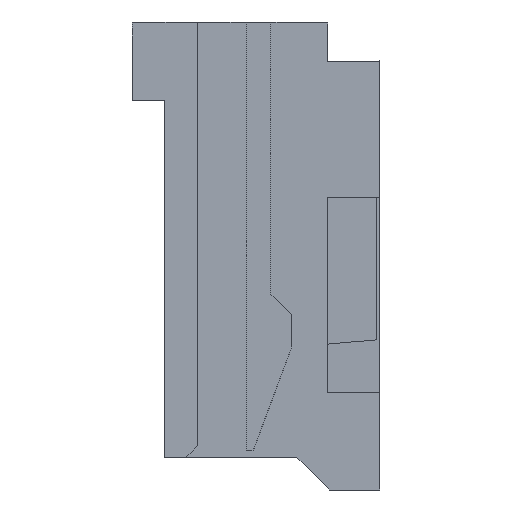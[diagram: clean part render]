
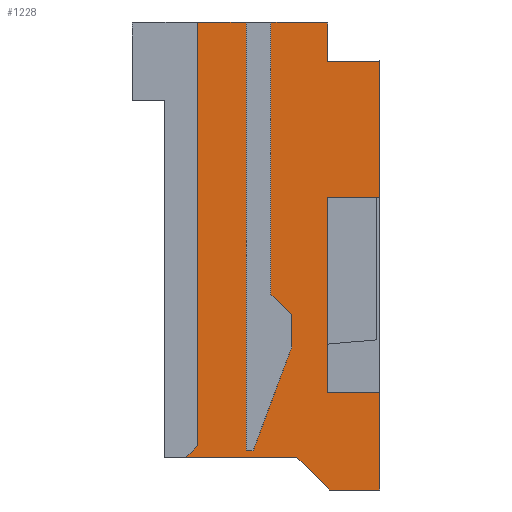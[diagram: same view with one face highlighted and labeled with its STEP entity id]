
A CAD part, left-side view. The second image highlights one B-rep face of the part: STEP entity #1228.
In plain terms, the highlighted planar face has unit normal (-1, 0, 0).
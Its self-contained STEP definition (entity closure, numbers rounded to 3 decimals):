
#1228 = ADVANCED_FACE( '', ( #2513 ), #2514, .T. );
#2513 = FACE_OUTER_BOUND( '', #3838, .T. );
#2514 = PLANE( '', #3839 );
#3838 = EDGE_LOOP( '', ( #7571, #7572, #7573, #7574, #7575, #7576, #7577, #7578, #7579, #7580, #7581, #7582, #7583, #7584, #7585, #7586, #7587, #7588, #7589, #7590 ) );
#3839 = AXIS2_PLACEMENT_3D( '', #7591, #7592, #7593 );
#7571 = ORIENTED_EDGE( '', *, *, #9448, .T. );
#7572 = ORIENTED_EDGE( '', *, *, #8521, .T. );
#7573 = ORIENTED_EDGE( '', *, *, #9023, .T. );
#7574 = ORIENTED_EDGE( '', *, *, #8379, .T. );
#7575 = ORIENTED_EDGE( '', *, *, #8400, .T. );
#7576 = ORIENTED_EDGE( '', *, *, #9045, .T. );
#7577 = ORIENTED_EDGE( '', *, *, #9407, .T. );
#7578 = ORIENTED_EDGE( '', *, *, #9377, .T. );
#7579 = ORIENTED_EDGE( '', *, *, #8517, .T. );
#7580 = ORIENTED_EDGE( '', *, *, #9434, .T. );
#7581 = ORIENTED_EDGE( '', *, *, #8661, .T. );
#7582 = ORIENTED_EDGE( '', *, *, #8750, .T. );
#7583 = ORIENTED_EDGE( '', *, *, #9625, .T. );
#7584 = ORIENTED_EDGE( '', *, *, #9252, .T. );
#7585 = ORIENTED_EDGE( '', *, *, #9616, .T. );
#7586 = ORIENTED_EDGE( '', *, *, #9627, .F. );
#7587 = ORIENTED_EDGE( '', *, *, #9551, .T. );
#7588 = ORIENTED_EDGE( '', *, *, #8851, .T. );
#7589 = ORIENTED_EDGE( '', *, *, #9608, .T. );
#7590 = ORIENTED_EDGE( '', *, *, #8102, .F. );
#7591 = CARTESIAN_POINT( '', ( -11.4, 0., 0. ) );
#7592 = DIRECTION( '', ( -1., 0., 0. ) );
#7593 = DIRECTION( '', ( 0., 0., 1. ) );
#8102 = EDGE_CURVE( '', #9720, #9722, #9723, .T. );
#8379 = EDGE_CURVE( '', #10222, #10220, #10223, .T. );
#8400 = EDGE_CURVE( '', #10220, #10257, #10259, .T. );
#8517 = EDGE_CURVE( '', #10455, #10453, #10456, .T. );
#8521 = EDGE_CURVE( '', #10463, #10461, #10464, .T. );
#8661 = EDGE_CURVE( '', #10676, #10674, #10677, .T. );
#8750 = EDGE_CURVE( '', #10674, #10814, #10816, .T. );
#8851 = EDGE_CURVE( '', #10973, #10971, #10974, .T. );
#9023 = EDGE_CURVE( '', #10461, #10222, #11227, .T. );
#9045 = EDGE_CURVE( '', #10257, #11255, #11257, .T. );
#9252 = EDGE_CURVE( '', #11521, #11519, #11522, .T. );
#9377 = EDGE_CURVE( '', #11679, #10455, #11680, .T. );
#9407 = EDGE_CURVE( '', #11255, #11679, #11715, .T. );
#9434 = EDGE_CURVE( '', #10453, #10676, #11745, .T. );
#9448 = EDGE_CURVE( '', #9720, #10463, #11760, .T. );
#9551 = EDGE_CURVE( '', #11880, #10973, #11883, .T. );
#9608 = EDGE_CURVE( '', #10971, #9722, #11947, .T. );
#9616 = EDGE_CURVE( '', #11519, #11955, #11957, .T. );
#9625 = EDGE_CURVE( '', #10814, #11521, #11966, .T. );
#9627 = EDGE_CURVE( '', #11880, #11955, #11968, .T. );
#9720 = VERTEX_POINT( '', #12070 );
#9722 = VERTEX_POINT( '', #12073 );
#9723 = LINE( '', #12074, #12075 );
#10220 = VERTEX_POINT( '', #12808 );
#10222 = VERTEX_POINT( '', #12811 );
#10223 = LINE( '', #12812, #12813 );
#10257 = VERTEX_POINT( '', #12862 );
#10259 = LINE( '', #12865, #12866 );
#10453 = VERTEX_POINT( '', #13153 );
#10455 = VERTEX_POINT( '', #13156 );
#10456 = LINE( '', #13157, #13158 );
#10461 = VERTEX_POINT( '', #13165 );
#10463 = VERTEX_POINT( '', #13168 );
#10464 = LINE( '', #13169, #13170 );
#10674 = VERTEX_POINT( '', #13485 );
#10676 = VERTEX_POINT( '', #13488 );
#10677 = LINE( '', #13489, #13490 );
#10814 = VERTEX_POINT( '', #13699 );
#10816 = LINE( '', #13702, #13703 );
#10971 = VERTEX_POINT( '', #13941 );
#10973 = VERTEX_POINT( '', #13944 );
#10974 = LINE( '', #13945, #13946 );
#11227 = LINE( '', #14334, #14335 );
#11255 = VERTEX_POINT( '', #14377 );
#11257 = LINE( '', #14380, #14381 );
#11519 = VERTEX_POINT( '', #14784 );
#11521 = VERTEX_POINT( '', #14787 );
#11522 = LINE( '', #14788, #14789 );
#11679 = VERTEX_POINT( '', #15030 );
#11680 = LINE( '', #15031, #15032 );
#11715 = LINE( '', #15086, #15087 );
#11745 = LINE( '', #15130, #15131 );
#11760 = LINE( '', #15154, #15155 );
#11880 = VERTEX_POINT( '', #15336 );
#11883 = LINE( '', #15341, #15342 );
#11947 = LINE( '', #15436, #15437 );
#11955 = VERTEX_POINT( '', #15451 );
#11957 = LINE( '', #15454, #15455 );
#11966 = LINE( '', #15467, #15468 );
#11968 = LINE( '', #15470, #15471 );
#12070 = CARTESIAN_POINT( '', ( -11.4, -1.1, 3.35 ) );
#12073 = CARTESIAN_POINT( '', ( -11.4, -1.9, 3.35 ) );
#12074 = CARTESIAN_POINT( '', ( -11.4, -1.1, 3.35 ) );
#12075 = VECTOR( '', #15573, 1000. );
#12808 = CARTESIAN_POINT( '', ( -11.4, -0.55, -0.55 ) );
#12811 = CARTESIAN_POINT( '', ( -11.4, -0.23, -0.25 ) );
#12812 = CARTESIAN_POINT( '', ( -11.4, -0.23, -0.25 ) );
#12813 = VECTOR( '', #15811, 1000. );
#12862 = CARTESIAN_POINT( '', ( -11.4, -0.55, -1.05 ) );
#12865 = CARTESIAN_POINT( '', ( -11.4, -0.55, -0.55 ) );
#12866 = VECTOR( '', #15828, 1000. );
#13153 = CARTESIAN_POINT( '', ( -11.4, 0.9, 3.95 ) );
#13156 = CARTESIAN_POINT( '', ( -11.4, 0.15, 3.95 ) );
#13157 = CARTESIAN_POINT( '', ( -11.4, 0.15, 3.95 ) );
#13158 = VECTOR( '', #15923, 1000. );
#13165 = CARTESIAN_POINT( '', ( -11.4, -0.23, 3.95 ) );
#13168 = CARTESIAN_POINT( '', ( -11.4, -1.1, 3.95 ) );
#13169 = CARTESIAN_POINT( '', ( -11.4, -1.9, 3.95 ) );
#13170 = VECTOR( '', #15927, 1000. );
#13485 = CARTESIAN_POINT( '', ( -11.4, 1.08, -2.75 ) );
#13488 = CARTESIAN_POINT( '', ( -11.4, 0.9, -2.57 ) );
#13489 = CARTESIAN_POINT( '', ( -11.4, 0.9, -2.57 ) );
#13490 = VECTOR( '', #16034, 1000. );
#13699 = CARTESIAN_POINT( '', ( -11.4, -0.63, -2.75 ) );
#13702 = CARTESIAN_POINT( '', ( -11.4, 1.08, -2.75 ) );
#13703 = VECTOR( '', #16108, 1000. );
#13941 = CARTESIAN_POINT( '', ( -11.4, -1.9, 1.25 ) );
#13944 = CARTESIAN_POINT( '', ( -11.4, -1.1, 1.25 ) );
#13945 = CARTESIAN_POINT( '', ( -11.4, -1.1, 1.25 ) );
#13946 = VECTOR( '', #16193, 1000. );
#14334 = CARTESIAN_POINT( '', ( -11.4, -0.23, 3.95 ) );
#14335 = VECTOR( '', #16329, 1000. );
#14377 = CARTESIAN_POINT( '', ( -11.4, 0.045, -2.65 ) );
#14380 = CARTESIAN_POINT( '', ( -11.4, -0.55, -1.05 ) );
#14381 = VECTOR( '', #16345, 1000. );
#14784 = CARTESIAN_POINT( '', ( -11.4, -1.9, -3.25 ) );
#14787 = CARTESIAN_POINT( '', ( -11.4, -1.13, -3.25 ) );
#14788 = CARTESIAN_POINT( '', ( -11.4, -1.13, -3.25 ) );
#14789 = VECTOR( '', #16488, 1000. );
#15030 = CARTESIAN_POINT( '', ( -11.4, 0.15, -2.65 ) );
#15031 = CARTESIAN_POINT( '', ( -11.4, 0.15, -2.65 ) );
#15032 = VECTOR( '', #16573, 1000. );
#15086 = CARTESIAN_POINT( '', ( -11.4, 0.045, -2.65 ) );
#15087 = VECTOR( '', #16593, 1000. );
#15130 = CARTESIAN_POINT( '', ( -11.4, 0.9, 3.95 ) );
#15131 = VECTOR( '', #16607, 1000. );
#15154 = CARTESIAN_POINT( '', ( -11.4, -1.1, 3.35 ) );
#15155 = VECTOR( '', #16616, 1000. );
#15336 = CARTESIAN_POINT( '', ( -11.4, -1.1, -1.75 ) );
#15341 = CARTESIAN_POINT( '', ( -11.4, -1.1, -1.75 ) );
#15342 = VECTOR( '', #16680, 1000. );
#15436 = CARTESIAN_POINT( '', ( -11.4, -1.9, -3.25 ) );
#15437 = VECTOR( '', #16711, 1000. );
#15451 = CARTESIAN_POINT( '', ( -11.4, -1.9, -1.75 ) );
#15454 = CARTESIAN_POINT( '', ( -11.4, -1.9, -3.25 ) );
#15455 = VECTOR( '', #16719, 1000. );
#15467 = CARTESIAN_POINT( '', ( -11.4, -0.63, -2.75 ) );
#15468 = VECTOR( '', #16723, 1000. );
#15470 = CARTESIAN_POINT( '', ( -11.4, -1.1, -1.75 ) );
#15471 = VECTOR( '', #16724, 1000. );
#15573 = DIRECTION( '', ( 0., -1., 0. ) );
#15811 = DIRECTION( '', ( 0., -0.73, -0.684 ) );
#15828 = DIRECTION( '', ( 0., 0., -1. ) );
#15923 = DIRECTION( '', ( 0., 1., 0. ) );
#15927 = DIRECTION( '', ( 0., 1., 0. ) );
#16034 = DIRECTION( '', ( 0., 0.707, -0.707 ) );
#16108 = DIRECTION( '', ( 0., -1., 0. ) );
#16193 = DIRECTION( '', ( 0., -1., 0. ) );
#16329 = DIRECTION( '', ( 0., 0., -1. ) );
#16345 = DIRECTION( '', ( 0., 0.349, -0.937 ) );
#16488 = DIRECTION( '', ( 0., -1., 0. ) );
#16573 = DIRECTION( '', ( 0., 0., 1. ) );
#16593 = DIRECTION( '', ( 0., 1., 0. ) );
#16607 = DIRECTION( '', ( 0., 0., -1. ) );
#16616 = DIRECTION( '', ( 0., 0., 1. ) );
#16680 = DIRECTION( '', ( 0., 0., 1. ) );
#16711 = DIRECTION( '', ( 0., 0., 1. ) );
#16719 = DIRECTION( '', ( 0., 0., 1. ) );
#16723 = DIRECTION( '', ( 0., -0.707, -0.707 ) );
#16724 = DIRECTION( '', ( 0., -1., 0. ) );
